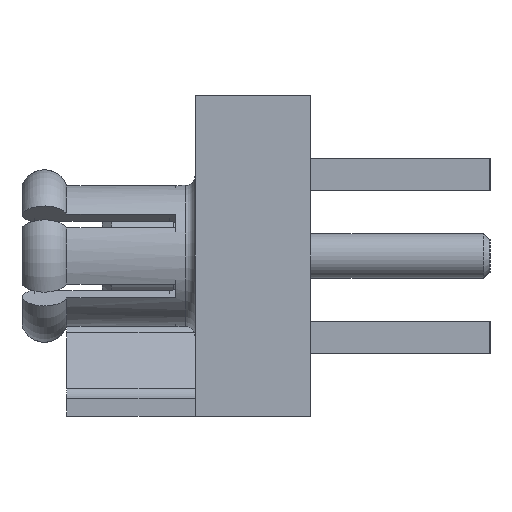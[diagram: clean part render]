
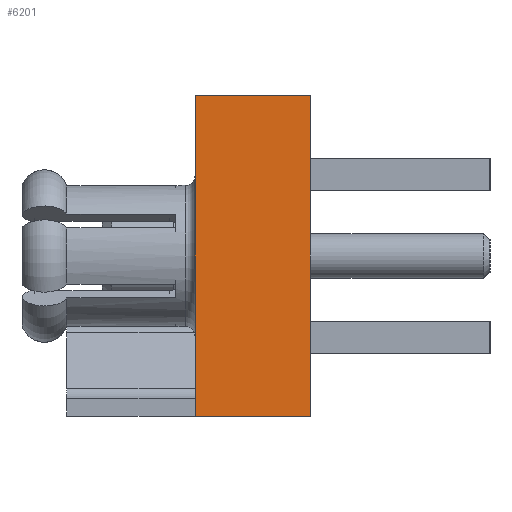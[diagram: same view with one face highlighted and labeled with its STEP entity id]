
A CAD part, left-side view. The second image highlights one B-rep face of the part: STEP entity #6201.
In plain terms, the highlighted planar face has unit normal (-1, 0, 0).
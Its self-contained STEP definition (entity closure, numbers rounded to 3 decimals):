
#219=LINE('',#9738,#813);
#231=LINE('',#9763,#825);
#552=LINE('',#10524,#1146);
#554=LINE('',#10562,#1148);
#813=VECTOR('',#7712,1000.);
#825=VECTOR('',#7726,1000.);
#1146=VECTOR('',#8321,1000.);
#1148=VECTOR('',#8391,1000.);
#2727=ORIENTED_EDGE('',*,*,#4036,.T.);
#2728=ORIENTED_EDGE('',*,*,#3651,.F.);
#2729=ORIENTED_EDGE('',*,*,#4071,.F.);
#2730=ORIENTED_EDGE('',*,*,#3639,.T.);
#3639=EDGE_CURVE('',#4440,#4439,#219,.T.);
#3651=EDGE_CURVE('',#4451,#4452,#231,.T.);
#4036=EDGE_CURVE('',#4439,#4452,#552,.T.);
#4071=EDGE_CURVE('',#4440,#4451,#554,.T.);
#4439=VERTEX_POINT('',#9737);
#4440=VERTEX_POINT('',#9739);
#4451=VERTEX_POINT('',#9762);
#4452=VERTEX_POINT('',#9764);
#5285=EDGE_LOOP('',(#2727,#2728,#2729,#2730));
#5669=FACE_BOUND('',#5285,.T.);
#5910=PLANE('',#6815);
#6201=ADVANCED_FACE('',(#5669),#5910,.F.);
#6815=AXIS2_PLACEMENT_3D('',#10585,#8409,#8410);
#7712=DIRECTION('',(0.,-1.,0.));
#7726=DIRECTION('',(0.,-1.,0.));
#8321=DIRECTION('',(0.,0.,1.));
#8391=DIRECTION('',(0.,0.,1.));
#8409=DIRECTION('',(1.,0.,0.));
#8410=DIRECTION('',(0.,0.,-1.));
#9737=CARTESIAN_POINT('',(-20.,0.,-2.5));
#9738=CARTESIAN_POINT('',(-20.,1.3,-2.5));
#9739=CARTESIAN_POINT('',(-20.,1.8,-2.5));
#9762=CARTESIAN_POINT('',(-20.,1.8,2.5));
#9763=CARTESIAN_POINT('',(-20.,1.3,2.5));
#9764=CARTESIAN_POINT('',(-20.,0.,2.5));
#10524=CARTESIAN_POINT('',(-20.,0.,-2.5));
#10562=CARTESIAN_POINT('',(-20.,1.8,-2.5));
#10585=CARTESIAN_POINT('',(-20.,1.3,-2.5));
